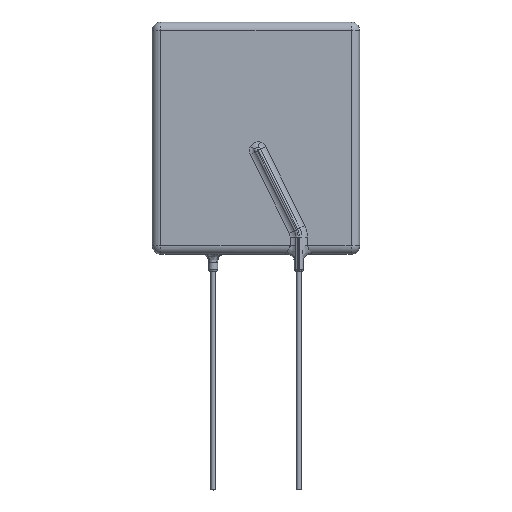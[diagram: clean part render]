
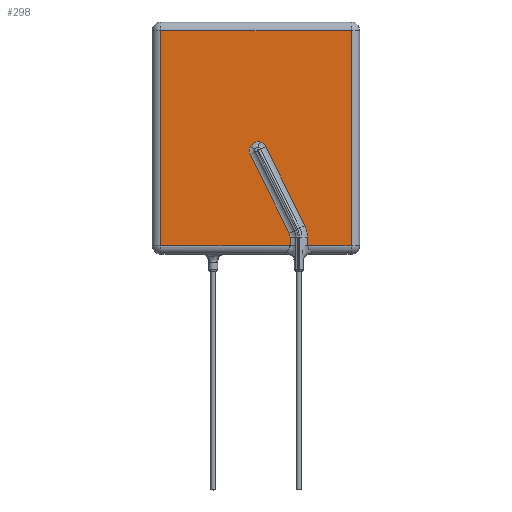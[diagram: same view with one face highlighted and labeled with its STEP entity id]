
A CAD part, top view. The second image highlights one B-rep face of the part: STEP entity #298.
In plain terms, the highlighted planar face has unit normal (0, 0, 1).
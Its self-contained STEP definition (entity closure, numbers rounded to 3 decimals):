
#27 = DIRECTION ( 'NONE',  ( -0.445, 0.896, 0. ) ) ;
#68 = AXIS2_PLACEMENT_3D ( 'NONE', #4229, #774, #4204 ) ;
#112 = ORIENTED_EDGE ( 'NONE', *, *, #3719, .T. ) ;
#191 = CARTESIAN_POINT ( 'NONE',  ( 0.525, 15.029, 1.135 ) ) ;
#241 = VERTEX_POINT ( 'NONE', #1305 ) ;
#251 = CARTESIAN_POINT ( 'NONE',  ( 1.118, 14.505, 1.135 ) ) ;
#281 = VECTOR ( 'NONE', #27, 1000. ) ;
#290 = LINE ( 'NONE', #2051, #3567 ) ;
#298 = ADVANCED_FACE ( 'NONE', ( #4126 ), #3800, .F. ) ;
#307 = EDGE_CURVE ( 'NONE', #2509, #378, #3140, .T. ) ;
#378 = VERTEX_POINT ( 'NONE', #1456 ) ;
#385 = VERTEX_POINT ( 'NONE', #3437 ) ;
#424 = AXIS2_PLACEMENT_3D ( 'NONE', #2031, #4411, #1004 ) ;
#482 = VECTOR ( 'NONE', #3182, 1000. ) ;
#492 = CARTESIAN_POINT ( 'NONE',  ( 11.034, 29., 1.135 ) ) ;
#631 = CARTESIAN_POINT ( 'NONE',  ( -0.811, 13.987, 1.135 ) ) ;
#637 = ORIENTED_EDGE ( 'NONE', *, *, #2451, .T. ) ;
#643 = CARTESIAN_POINT ( 'NONE',  ( -0.705, 13.6, 1.135 ) ) ;
#661 = CARTESIAN_POINT ( 'NONE',  ( -2.497, 21.789, 1.135 ) ) ;
#774 = DIRECTION ( 'NONE',  ( 0., 0., 1. ) ) ;
#776 = EDGE_CURVE ( 'NONE', #2613, #1098, #877, .T. ) ;
#829 = CARTESIAN_POINT ( 'NONE',  ( 0.94, 14.776, 1.135 ) ) ;
#864 = CARTESIAN_POINT ( 'NONE',  ( -0.432, 14.865, 1.135 ) ) ;
#877 = LINE ( 'NONE', #492, #3455 ) ;
#891 = VECTOR ( 'NONE', #3409, 1000. ) ;
#1000 = DIRECTION ( 'NONE',  ( 1., 0., 0. ) ) ;
#1003 = CARTESIAN_POINT ( 'NONE',  ( 11.034, 3., 1.135 ) ) ;
#1004 = DIRECTION ( 'NONE',  ( -1., 0., 0. ) ) ;
#1008 = EDGE_CURVE ( 'NONE', #385, #1388, #1670, .T. ) ;
#1020 = DIRECTION ( 'NONE',  ( 0.445, -0.896, 0. ) ) ;
#1098 = VERTEX_POINT ( 'NONE', #1322 ) ;
#1276 = DIRECTION ( 'NONE',  ( 1., 0., 0. ) ) ;
#1298 = DIRECTION ( 'NONE',  ( 0., -1., 0. ) ) ;
#1305 = CARTESIAN_POINT ( 'NONE',  ( 5.666, 5.342, 1.135 ) ) ;
#1310 = LINE ( 'NONE', #1937, #2783 ) ;
#1322 = CARTESIAN_POINT ( 'NONE',  ( 11.034, 28., 1.135 ) ) ;
#1388 = VERTEX_POINT ( 'NONE', #3518 ) ;
#1436 = VERTEX_POINT ( 'NONE', #3242 ) ;
#1452 = AXIS2_PLACEMENT_3D ( 'NONE', #2129, #2734, #3482 ) ;
#1456 = CARTESIAN_POINT ( 'NONE',  ( 3.945, 4., 1.135 ) ) ;
#1457 = ORIENTED_EDGE ( 'NONE', *, *, #2462, .T. ) ;
#1546 = B_SPLINE_CURVE_WITH_KNOTS ( 'NONE', 3,
 ( #2038, #4123, #3749, #3406, #631, #2668, #1678, #4043 ),
 .UNSPECIFIED., .F., .F.,
 ( 4, 2, 2, 4 ),
 ( 0., 0., 0., 0.001 ),
 .UNSPECIFIED. ) ;
#1559 = VERTEX_POINT ( 'NONE', #643 ) ;
#1631 = VERTEX_POINT ( 'NONE', #2376 ) ;
#1652 = DIRECTION ( 'NONE',  ( -1., 0., 0. ) ) ;
#1670 = B_SPLINE_CURVE_WITH_KNOTS ( 'NONE', 3,
 ( #3935, #2918, #864, #2623, #2284, #2604 ),
 .UNSPECIFIED., .F., .F.,
 ( 4, 2, 4 ),
 ( 0., 0.001, 0.001 ),
 .UNSPECIFIED. ) ;
#1678 = CARTESIAN_POINT ( 'NONE',  ( -0.765, 14.388, 1.135 ) ) ;
#1910 = VERTEX_POINT ( 'NONE', #251 ) ;
#1937 = CARTESIAN_POINT ( 'NONE',  ( 12.034, 3., 1.135 ) ) ;
#1939 = ORIENTED_EDGE ( 'NONE', *, *, #1008, .T. ) ;
#2031 = CARTESIAN_POINT ( 'NONE',  ( 2.962, 4., 1.135 ) ) ;
#2038 = CARTESIAN_POINT ( 'NONE',  ( -0.705, 13.6, 1.135 ) ) ;
#2051 = CARTESIAN_POINT ( 'NONE',  ( 12.034, 28., 1.135 ) ) ;
#2081 = EDGE_CURVE ( 'NONE', #1559, #385, #1546, .T. ) ;
#2102 = ORIENTED_EDGE ( 'NONE', *, *, #2348, .T. ) ;
#2129 = CARTESIAN_POINT ( 'NONE',  ( 12.034, 29., 1.135 ) ) ;
#2163 = ORIENTED_EDGE ( 'NONE', *, *, #4200, .T. ) ;
#2201 = EDGE_CURVE ( 'NONE', #1631, #1436, #2848, .T. ) ;
#2224 = B_SPLINE_CURVE_WITH_KNOTS ( 'NONE', 3,
 ( #3963, #191, #2928, #829, #2540, #4299 ),
 .UNSPECIFIED., .F., .F.,
 ( 4, 2, 4 ),
 ( 0.002, 0.003, 0.003 ),
 .UNSPECIFIED. ) ;
#2232 = DIRECTION ( 'NONE',  ( 0., 1., 0. ) ) ;
#2273 = VERTEX_POINT ( 'NONE', #4242 ) ;
#2284 = CARTESIAN_POINT ( 'NONE',  ( 0.159, 15.086, 1.135 ) ) ;
#2304 = ORIENTED_EDGE ( 'NONE', *, *, #2201, .T. ) ;
#2332 = ORIENTED_EDGE ( 'NONE', *, *, #3953, .T. ) ;
#2343 = LINE ( 'NONE', #3766, #2627 ) ;
#2348 = EDGE_CURVE ( 'NONE', #1436, #2613, #4348, .T. ) ;
#2362 = VERTEX_POINT ( 'NONE', #3270 ) ;
#2376 = CARTESIAN_POINT ( 'NONE',  ( 5.98, 4., 1.135 ) ) ;
#2451 = EDGE_CURVE ( 'NONE', #4188, #2273, #2343, .T. ) ;
#2462 = EDGE_CURVE ( 'NONE', #1098, #4188, #290, .T. ) ;
#2509 = VERTEX_POINT ( 'NONE', #3789 ) ;
#2540 = CARTESIAN_POINT ( 'NONE',  ( 1.046, 14.65, 1.135 ) ) ;
#2604 = CARTESIAN_POINT ( 'NONE',  ( 0.367, 15.053, 1.135 ) ) ;
#2613 = VERTEX_POINT ( 'NONE', #1003 ) ;
#2623 = CARTESIAN_POINT ( 'NONE',  ( -0.055, 15.052, 1.135 ) ) ;
#2627 = VECTOR ( 'NONE', #1298, 1000. ) ;
#2668 = CARTESIAN_POINT ( 'NONE',  ( -0.807, 14.228, 1.135 ) ) ;
#2734 = DIRECTION ( 'NONE',  ( 0., 0., -1. ) ) ;
#2783 = VECTOR ( 'NONE', #1000, 1000. ) ;
#2848 = LINE ( 'NONE', #3203, #482 ) ;
#2918 = CARTESIAN_POINT ( 'NONE',  ( -0.587, 14.715, 1.135 ) ) ;
#2928 = CARTESIAN_POINT ( 'NONE',  ( 0.678, 14.966, 1.135 ) ) ;
#2939 = CARTESIAN_POINT ( 'NONE',  ( 12.034, 3., 1.135 ) ) ;
#3035 = ORIENTED_EDGE ( 'NONE', *, *, #4047, .T. ) ;
#3073 = CIRCLE ( 'NONE', #424, 3.018 ) ;
#3140 = LINE ( 'NONE', #3846, #891 ) ;
#3182 = DIRECTION ( 'NONE',  ( 0., -1., 0. ) ) ;
#3203 = CARTESIAN_POINT ( 'NONE',  ( 5.98, 29., 1.135 ) ) ;
#3242 = CARTESIAN_POINT ( 'NONE',  ( 5.98, 3., 1.135 ) ) ;
#3265 = ORIENTED_EDGE ( 'NONE', *, *, #307, .T. ) ;
#3270 = CARTESIAN_POINT ( 'NONE',  ( 3.842, 4.437, 1.135 ) ) ;
#3316 = LINE ( 'NONE', #3835, #281 ) ;
#3327 = ORIENTED_EDGE ( 'NONE', *, *, #2081, .T. ) ;
#3394 = LINE ( 'NONE', #661, #4080 ) ;
#3406 = CARTESIAN_POINT ( 'NONE',  ( -0.803, 13.905, 1.135 ) ) ;
#3409 = DIRECTION ( 'NONE',  ( 0., 1., 0. ) ) ;
#3437 = CARTESIAN_POINT ( 'NONE',  ( -0.688, 14.53, 1.135 ) ) ;
#3455 = VECTOR ( 'NONE', #2232, 1000. ) ;
#3480 = EDGE_LOOP ( 'NONE', ( #4309, #2304, #2102, #3883, #1457, #637, #3035, #3265, #2163, #112, #3327, #1939, #2332, #3797 ) ) ;
#3482 = DIRECTION ( 'NONE',  ( -1., 0., 0. ) ) ;
#3518 = CARTESIAN_POINT ( 'NONE',  ( 0.367, 15.053, 1.135 ) ) ;
#3567 = VECTOR ( 'NONE', #1652, 1000. ) ;
#3584 = CIRCLE ( 'NONE', #68, 0.982 ) ;
#3592 = EDGE_CURVE ( 'NONE', #241, #1631, #3073, .T. ) ;
#3719 = EDGE_CURVE ( 'NONE', #2362, #1559, #3316, .T. ) ;
#3749 = CARTESIAN_POINT ( 'NONE',  ( -0.768, 13.748, 1.135 ) ) ;
#3766 = CARTESIAN_POINT ( 'NONE',  ( -11.066, 29., 1.135 ) ) ;
#3789 = CARTESIAN_POINT ( 'NONE',  ( 3.945, 3., 1.135 ) ) ;
#3797 = ORIENTED_EDGE ( 'NONE', *, *, #4110, .T. ) ;
#3800 = PLANE ( 'NONE',  #1452 ) ;
#3835 = CARTESIAN_POINT ( 'NONE',  ( -4.32, 20.884, 1.135 ) ) ;
#3846 = CARTESIAN_POINT ( 'NONE',  ( 3.945, 29., 1.135 ) ) ;
#3883 = ORIENTED_EDGE ( 'NONE', *, *, #776, .T. ) ;
#3935 = CARTESIAN_POINT ( 'NONE',  ( -0.688, 14.53, 1.135 ) ) ;
#3953 = EDGE_CURVE ( 'NONE', #1388, #1910, #2224, .T. ) ;
#3963 = CARTESIAN_POINT ( 'NONE',  ( 0.367, 15.053, 1.135 ) ) ;
#4043 = CARTESIAN_POINT ( 'NONE',  ( -0.688, 14.53, 1.135 ) ) ;
#4047 = EDGE_CURVE ( 'NONE', #2273, #2509, #1310, .T. ) ;
#4080 = VECTOR ( 'NONE', #1020, 1000. ) ;
#4110 = EDGE_CURVE ( 'NONE', #1910, #241, #3394, .T. ) ;
#4123 = CARTESIAN_POINT ( 'NONE',  ( -0.741, 13.673, 1.135 ) ) ;
#4126 = FACE_OUTER_BOUND ( 'NONE', #3480, .T. ) ;
#4129 = CARTESIAN_POINT ( 'NONE',  ( -11.066, 28., 1.135 ) ) ;
#4188 = VERTEX_POINT ( 'NONE', #4129 ) ;
#4200 = EDGE_CURVE ( 'NONE', #378, #2362, #3584, .T. ) ;
#4204 = DIRECTION ( 'NONE',  ( -1., 0., 0. ) ) ;
#4212 = VECTOR ( 'NONE', #1276, 1000. ) ;
#4229 = CARTESIAN_POINT ( 'NONE',  ( 2.962, 4., 1.135 ) ) ;
#4242 = CARTESIAN_POINT ( 'NONE',  ( -11.066, 3., 1.135 ) ) ;
#4299 = CARTESIAN_POINT ( 'NONE',  ( 1.118, 14.505, 1.135 ) ) ;
#4309 = ORIENTED_EDGE ( 'NONE', *, *, #3592, .T. ) ;
#4348 = LINE ( 'NONE', #2939, #4212 ) ;
#4411 = DIRECTION ( 'NONE',  ( 0., 0., -1. ) ) ;
